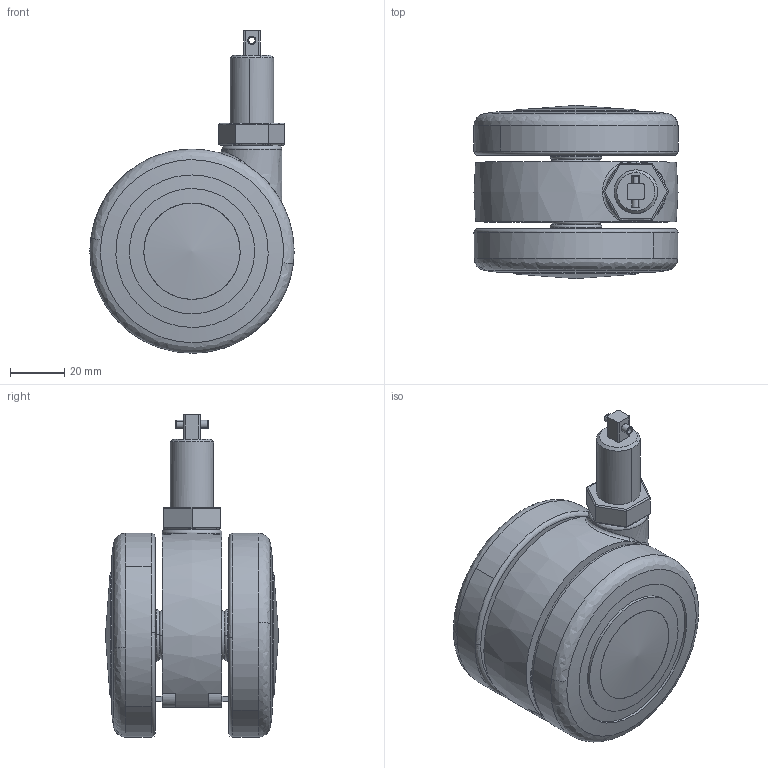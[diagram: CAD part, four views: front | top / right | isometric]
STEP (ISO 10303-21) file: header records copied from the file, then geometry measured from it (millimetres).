
FILE_DESCRIPTION((''),'2;1');
FILE_NAME('','2006-10-31T08:39:30',(''),(''),'','CADfix','');
FILE_SCHEMA(('AUTOMOTIVE_DESIGN'));
Length unit declared in the file: millimetre
Products named in the file (5): wheel_mr; wheel; main shaft; body; TEA75N16rcws_5416_36
Assembly tree (4 placements, depth 2):
  TEA75N16rcws_5416_36
    wheel_mr
    wheel
    main shaft
    body
Bounding box: 75 x 63.63 x 118.5 mm (x, y, z)
Volume: 218153 mm3; surface area: 52006.9 mm2
Topology: 4 solids, 4 shells, 184 faces, 552 edges, 390 vertices
Faces by surface type: bspline 184
Entity records: 7726 total; most frequent: CARTESIAN_POINT 4653, ORIENTED_EDGE 1100, EDGE_CURVE 550, VERTEX_POINT 390, QUASI_UNIFORM_CURVE 210, EDGE_LOOP 206, FACE_OUTER_BOUND 184, ADVANCED_FACE 184
